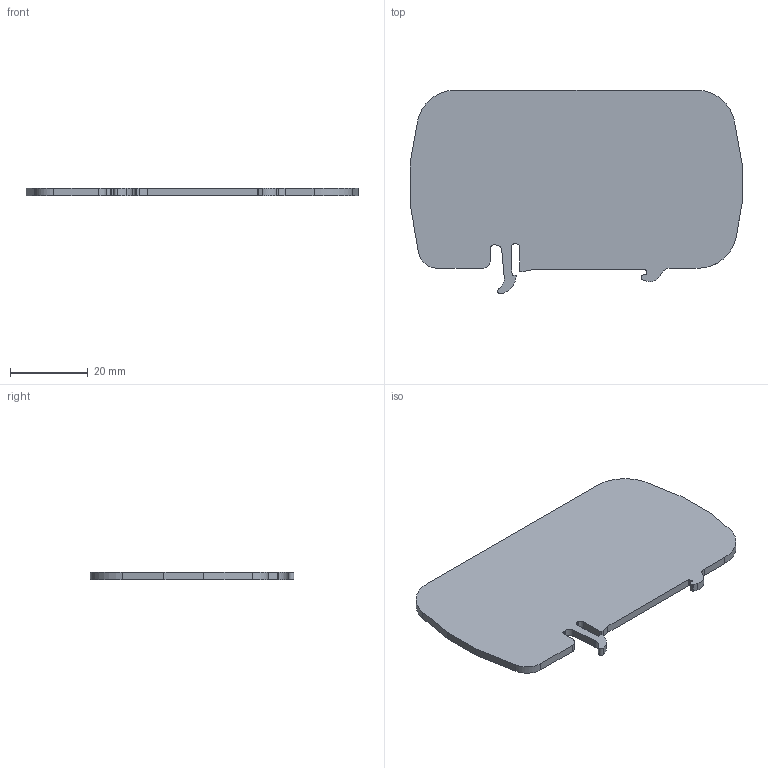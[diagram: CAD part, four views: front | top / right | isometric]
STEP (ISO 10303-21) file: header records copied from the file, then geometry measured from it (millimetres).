
FILE_DESCRIPTION (( 'STEP AP214' ), '1' );
FILE_NAME ('463209_APP-PYK 10_Grey.STP', '2013-11-15T08:49:47', ( 'arge' ), ( 'Microsoft' ), 'SwSTEP 2.0', 'SolidWorks 2013', '' );
FILE_SCHEMA (( 'AUTOMOTIVE_DESIGN' ));
Length unit declared in the file: millimetre
Products named in the file (1): 463209_APP-PYK 10_Grey
Bounding box: 85.43 x 52.48 x 2 mm (x, y, z)
Volume: 7548.2 mm3; surface area: 8117.6 mm2
Topology: 1 solids, 1 shells, 48 faces, 138 edges, 92 vertices
Faces by surface type: plane 27, cylinder 21
Entity records: 2146 total; most frequent: CARTESIAN_POINT 279, DIRECTION 278, ORIENTED_EDGE 276, EDGE_CURVE 138, LINE 96, VECTOR 96, VERTEX_POINT 92, AXIS2_PLACEMENT_3D 91
